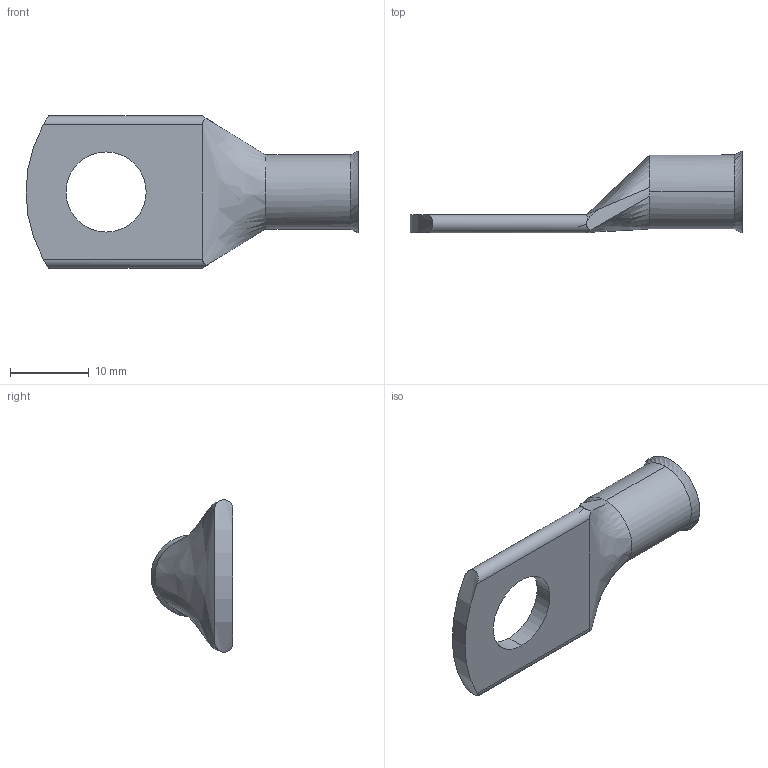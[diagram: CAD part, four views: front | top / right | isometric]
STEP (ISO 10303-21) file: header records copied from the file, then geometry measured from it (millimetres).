
FILE_DESCRIPTION (( 'STEP AP214' ), '1' );
FILE_NAME ('MD0438UX.STEP', '2022-06-27T11:16:58', ( '' ), ( '' ), 'SwSTEP 2.0', 'SolidWorks 2021', '' );
FILE_SCHEMA (( 'AUTOMOTIVE_DESIGN' ));
Length unit declared in the file: inch
Products named in the file (1): MD0438UX
Bounding box: 42.1 x 10.39 x 19.3 mm (x, y, z)
Volume: 1433.9 mm3; surface area: 1984.6 mm2
Topology: 1 solids, 1 shells, 29 faces, 78 edges, 52 vertices
Faces by surface type: bspline 14, cylinder 10, plane 3, cone 2
Entity records: 4685 total; most frequent: CARTESIAN_POINT 4009, ORIENTED_EDGE 156, DIRECTION 95, EDGE_CURVE 78, VERTEX_POINT 52, AXIS2_PLACEMENT_3D 38, B_SPLINE_CURVE_WITH_KNOTS 37, EDGE_LOOP 32
